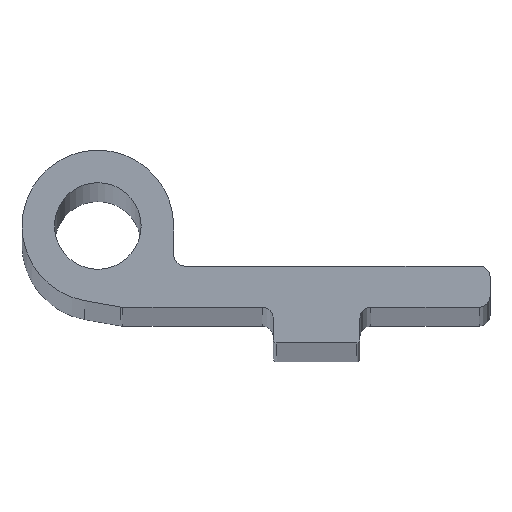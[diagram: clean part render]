
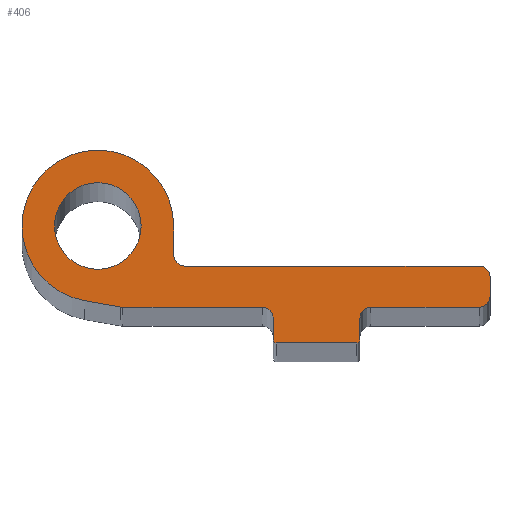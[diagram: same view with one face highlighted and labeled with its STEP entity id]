
A CAD part, top view. The second image highlights one B-rep face of the part: STEP entity #406.
In plain terms, the highlighted planar face has unit normal (0, 0, 1).
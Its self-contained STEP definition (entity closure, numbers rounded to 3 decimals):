
#17=FACE_BOUND('',#72,.T.);
#28=PLANE('',#467);
#49=FACE_OUTER_BOUND('',#71,.T.);
#71=EDGE_LOOP('',(#357,#358,#359,#360,#361,#362,#363,#364,#365,#366,#367,
#368,#369,#370,#371,#372,#373,#374));
#72=EDGE_LOOP('',(#375));
#85=LINE('',#641,#122);
#88=LINE('',#649,#125);
#91=LINE('',#657,#128);
#94=LINE('',#665,#131);
#97=LINE('',#673,#134);
#100=LINE('',#681,#137);
#103=LINE('',#689,#140);
#106=LINE('',#697,#143);
#109=LINE('',#704,#146);
#122=VECTOR('',#514,10.);
#125=VECTOR('',#523,10.);
#128=VECTOR('',#532,10.);
#131=VECTOR('',#541,10.);
#134=VECTOR('',#550,10.);
#137=VECTOR('',#559,10.);
#140=VECTOR('',#568,10.);
#143=VECTOR('',#577,10.);
#146=VECTOR('',#586,10.);
#148=CIRCLE('',#429,4.);
#158=CIRCLE('',#441,7.);
#159=CIRCLE('',#444,1.);
#160=CIRCLE('',#447,1.);
#161=CIRCLE('',#450,1.);
#162=CIRCLE('',#453,1.);
#163=CIRCLE('',#456,0.3);
#164=CIRCLE('',#459,0.3);
#165=CIRCLE('',#462,1.);
#166=CIRCLE('',#465,1.);
#168=VERTEX_POINT('',#593);
#187=VERTEX_POINT('',#634);
#188=VERTEX_POINT('',#636);
#189=VERTEX_POINT('',#640);
#190=VERTEX_POINT('',#644);
#191=VERTEX_POINT('',#648);
#192=VERTEX_POINT('',#652);
#193=VERTEX_POINT('',#656);
#194=VERTEX_POINT('',#660);
#195=VERTEX_POINT('',#664);
#196=VERTEX_POINT('',#668);
#197=VERTEX_POINT('',#672);
#198=VERTEX_POINT('',#676);
#199=VERTEX_POINT('',#680);
#200=VERTEX_POINT('',#684);
#201=VERTEX_POINT('',#688);
#202=VERTEX_POINT('',#692);
#203=VERTEX_POINT('',#696);
#204=VERTEX_POINT('',#700);
#207=EDGE_CURVE('',#168,#168,#148,.T.);
#227=EDGE_CURVE('',#188,#187,#158,.T.);
#229=EDGE_CURVE('',#189,#188,#85,.T.);
#231=EDGE_CURVE('',#190,#189,#159,.T.);
#233=EDGE_CURVE('',#191,#190,#88,.T.);
#235=EDGE_CURVE('',#192,#191,#160,.T.);
#237=EDGE_CURVE('',#193,#192,#91,.T.);
#239=EDGE_CURVE('',#194,#193,#161,.T.);
#241=EDGE_CURVE('',#195,#194,#94,.T.);
#243=EDGE_CURVE('',#196,#195,#162,.T.);
#245=EDGE_CURVE('',#197,#196,#97,.T.);
#247=EDGE_CURVE('',#198,#197,#163,.T.);
#249=EDGE_CURVE('',#199,#198,#100,.T.);
#251=EDGE_CURVE('',#200,#199,#164,.T.);
#253=EDGE_CURVE('',#201,#200,#103,.T.);
#255=EDGE_CURVE('',#202,#201,#165,.T.);
#257=EDGE_CURVE('',#203,#202,#106,.T.);
#259=EDGE_CURVE('',#204,#203,#166,.T.);
#261=EDGE_CURVE('',#187,#204,#109,.T.);
#357=ORIENTED_EDGE('',*,*,#261,.T.);
#358=ORIENTED_EDGE('',*,*,#259,.T.);
#359=ORIENTED_EDGE('',*,*,#257,.T.);
#360=ORIENTED_EDGE('',*,*,#255,.T.);
#361=ORIENTED_EDGE('',*,*,#253,.T.);
#362=ORIENTED_EDGE('',*,*,#251,.T.);
#363=ORIENTED_EDGE('',*,*,#249,.T.);
#364=ORIENTED_EDGE('',*,*,#247,.T.);
#365=ORIENTED_EDGE('',*,*,#245,.T.);
#366=ORIENTED_EDGE('',*,*,#243,.T.);
#367=ORIENTED_EDGE('',*,*,#241,.T.);
#368=ORIENTED_EDGE('',*,*,#239,.T.);
#369=ORIENTED_EDGE('',*,*,#237,.T.);
#370=ORIENTED_EDGE('',*,*,#235,.T.);
#371=ORIENTED_EDGE('',*,*,#233,.T.);
#372=ORIENTED_EDGE('',*,*,#231,.T.);
#373=ORIENTED_EDGE('',*,*,#229,.T.);
#374=ORIENTED_EDGE('',*,*,#227,.T.);
#375=ORIENTED_EDGE('',*,*,#207,.T.);
#406=ADVANCED_FACE('',(#49,#17),#28,.T.);
#429=AXIS2_PLACEMENT_3D('',#595,#475,#476);
#441=AXIS2_PLACEMENT_3D('',#637,#509,#510);
#444=AXIS2_PLACEMENT_3D('',#645,#518,#519);
#447=AXIS2_PLACEMENT_3D('',#653,#527,#528);
#450=AXIS2_PLACEMENT_3D('',#661,#536,#537);
#453=AXIS2_PLACEMENT_3D('',#669,#545,#546);
#456=AXIS2_PLACEMENT_3D('',#677,#554,#555);
#459=AXIS2_PLACEMENT_3D('',#685,#563,#564);
#462=AXIS2_PLACEMENT_3D('',#693,#572,#573);
#465=AXIS2_PLACEMENT_3D('',#701,#581,#582);
#467=AXIS2_PLACEMENT_3D('',#705,#587,#588);
#475=DIRECTION('center_axis',(0.,0.,-1.));
#476=DIRECTION('ref_axis',(-1.,0.,0.));
#509=DIRECTION('center_axis',(0.,0.,1.));
#510=DIRECTION('ref_axis',(1.,0.,0.));
#514=DIRECTION('',(0.,1.,0.));
#518=DIRECTION('center_axis',(0.,0.,-1.));
#519=DIRECTION('ref_axis',(1.,0.,0.));
#523=DIRECTION('',(-1.,0.,0.));
#527=DIRECTION('center_axis',(0.,0.,1.));
#528=DIRECTION('ref_axis',(1.,0.,0.));
#532=DIRECTION('',(0.,1.,0.));
#536=DIRECTION('center_axis',(0.,0.,1.));
#537=DIRECTION('ref_axis',(0.,-1.,0.));
#541=DIRECTION('',(1.,0.,0.));
#545=DIRECTION('center_axis',(0.,0.,-1.));
#546=DIRECTION('ref_axis',(0.,-1.,0.));
#550=DIRECTION('',(0.,1.,0.));
#554=DIRECTION('center_axis',(0.,0.,1.));
#555=DIRECTION('ref_axis',(0.,-1.,0.));
#559=DIRECTION('',(1.,0.,0.));
#563=DIRECTION('center_axis',(0.,0.,1.));
#564=DIRECTION('ref_axis',(-1.,0.,0.));
#568=DIRECTION('',(0.,-1.,0.));
#572=DIRECTION('center_axis',(0.,0.,-1.));
#573=DIRECTION('ref_axis',(-1.,0.,0.));
#577=DIRECTION('',(1.,0.,0.));
#581=DIRECTION('center_axis',(0.,0.,1.));
#582=DIRECTION('ref_axis',(-0.174,-0.985,0.));
#586=DIRECTION('',(0.985,-0.174,0.));
#587=DIRECTION('center_axis',(0.,0.,1.));
#588=DIRECTION('ref_axis',(1.,0.,0.));
#593=CARTESIAN_POINT('',(-16.2,7.5,500.));
#595=CARTESIAN_POINT('Origin',(-20.2,7.5,500.));
#634=CARTESIAN_POINT('',(-21.416,0.606,500.));
#636=CARTESIAN_POINT('',(-13.2,7.5,500.));
#637=CARTESIAN_POINT('Origin',(-20.2,7.5,500.));
#640=CARTESIAN_POINT('',(-13.2,4.8,500.));
#641=CARTESIAN_POINT('',(-13.2,4.8,500.));
#644=CARTESIAN_POINT('',(-12.2,3.8,500.));
#645=CARTESIAN_POINT('Origin',(-12.2,4.8,500.));
#648=CARTESIAN_POINT('',(15.,3.8,500.));
#649=CARTESIAN_POINT('',(15.,3.8,500.));
#652=CARTESIAN_POINT('',(16.,2.8,500.));
#653=CARTESIAN_POINT('Origin',(15.,2.8,500.));
#656=CARTESIAN_POINT('',(16.,1.,500.));
#657=CARTESIAN_POINT('',(16.,1.,500.));
#660=CARTESIAN_POINT('',(15.,0.,500.));
#661=CARTESIAN_POINT('Origin',(15.,1.,500.));
#664=CARTESIAN_POINT('',(5.,0.,500.));
#665=CARTESIAN_POINT('',(5.,0.,500.));
#668=CARTESIAN_POINT('',(4.,-1.,500.));
#669=CARTESIAN_POINT('Origin',(5.,-1.,500.));
#672=CARTESIAN_POINT('',(4.,-3.,500.));
#673=CARTESIAN_POINT('',(4.,-3.,500.));
#676=CARTESIAN_POINT('',(3.7,-3.3,500.));
#677=CARTESIAN_POINT('Origin',(3.7,-3.,500.));
#680=CARTESIAN_POINT('',(-3.7,-3.3,500.));
#681=CARTESIAN_POINT('',(-3.7,-3.3,500.));
#684=CARTESIAN_POINT('',(-4.,-3.,500.));
#685=CARTESIAN_POINT('Origin',(-3.7,-3.,500.));
#688=CARTESIAN_POINT('',(-4.,-1.,500.));
#689=CARTESIAN_POINT('',(-4.,-1.,500.));
#692=CARTESIAN_POINT('',(-5.,0.,500.));
#693=CARTESIAN_POINT('Origin',(-5.,-1.,500.));
#696=CARTESIAN_POINT('',(-17.889,0.,500.));
#697=CARTESIAN_POINT('',(-17.889,0.,500.));
#700=CARTESIAN_POINT('',(-18.063,0.015,500.));
#701=CARTESIAN_POINT('Origin',(-17.889,1.,500.));
#704=CARTESIAN_POINT('',(-21.416,0.606,500.));
#705=CARTESIAN_POINT('Origin',(-5.819,3.203,500.));
